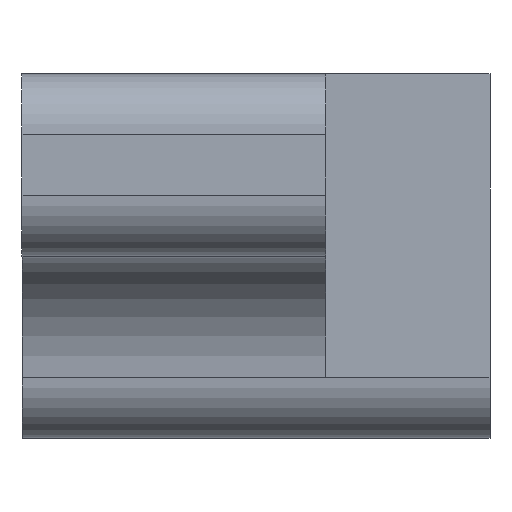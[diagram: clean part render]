
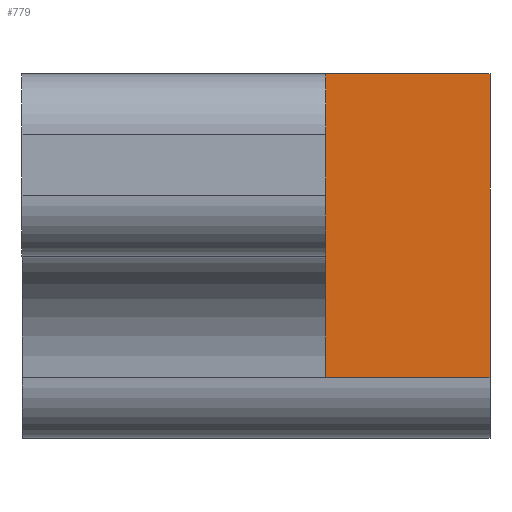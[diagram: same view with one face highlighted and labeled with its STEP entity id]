
A CAD part, left-side view. The second image highlights one B-rep face of the part: STEP entity #779.
In plain terms, the highlighted planar face has unit normal (-1, 0, 0).
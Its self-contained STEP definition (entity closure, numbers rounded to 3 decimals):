
#9 = CARTESIAN_POINT ( 'NONE',  ( 0., 5., 0. ) ) ;
#34 = LINE ( 'NONE', #767, #682 ) ;
#48 = CARTESIAN_POINT ( 'NONE',  ( 0., 0., 1. ) ) ;
#69 = DIRECTION ( 'NONE',  ( 0., 0., 1. ) ) ;
#138 = DIRECTION ( 'NONE',  ( 0., 1., 0. ) ) ;
#141 = ORIENTED_EDGE ( 'NONE', *, *, #614, .F. ) ;
#183 = CARTESIAN_POINT ( 'NONE',  ( 0., 5., 1. ) ) ;
#186 = ORIENTED_EDGE ( 'NONE', *, *, #429, .T. ) ;
#203 = VECTOR ( 'NONE', #379, 1000. ) ;
#230 = ORIENTED_EDGE ( 'NONE', *, *, #331, .T. ) ;
#236 = LINE ( 'NONE', #183, #203 ) ;
#257 = PLANE ( 'NONE',  #583 ) ;
#260 = CARTESIAN_POINT ( 'NONE',  ( 0., -2.7, 6. ) ) ;
#275 = ORIENTED_EDGE ( 'NONE', *, *, #563, .F. ) ;
#276 = VERTEX_POINT ( 'NONE', #551 ) ;
#283 = VERTEX_POINT ( 'NONE', #48 ) ;
#304 = LINE ( 'NONE', #794, #357 ) ;
#331 = EDGE_CURVE ( 'NONE', #486, #283, #304, .T. ) ;
#347 = VERTEX_POINT ( 'NONE', #260 ) ;
#357 = VECTOR ( 'NONE', #619, 1000. ) ;
#362 = DIRECTION ( 'NONE',  ( 0., 0., -1. ) ) ;
#379 = DIRECTION ( 'NONE',  ( 0., 1., 0. ) ) ;
#429 = EDGE_CURVE ( 'NONE', #347, #486, #447, .T. ) ;
#442 = VECTOR ( 'NONE', #138, 1000. ) ;
#447 = LINE ( 'NONE', #690, #442 ) ;
#486 = VERTEX_POINT ( 'NONE', #709 ) ;
#551 = CARTESIAN_POINT ( 'NONE',  ( 0., -2.7, 1. ) ) ;
#563 = EDGE_CURVE ( 'NONE', #347, #276, #34, .T. ) ;
#583 = AXIS2_PLACEMENT_3D ( 'NONE', #9, #760, #69 ) ;
#614 = EDGE_CURVE ( 'NONE', #276, #283, #236, .T. ) ;
#619 = DIRECTION ( 'NONE',  ( 0., 0., -1. ) ) ;
#678 = EDGE_LOOP ( 'NONE', ( #275, #186, #230, #141 ) ) ;
#682 = VECTOR ( 'NONE', #362, 1000. ) ;
#690 = CARTESIAN_POINT ( 'NONE',  ( 0., -2.7, 6. ) ) ;
#709 = CARTESIAN_POINT ( 'NONE',  ( 0., 0., 6. ) ) ;
#754 = FACE_OUTER_BOUND ( 'NONE', #678, .T. ) ;
#760 = DIRECTION ( 'NONE',  ( 1., 0., 0. ) ) ;
#767 = CARTESIAN_POINT ( 'NONE',  ( 0., -2.7, 6. ) ) ;
#779 = ADVANCED_FACE ( 'NONE', ( #754 ), #257, .F. ) ;
#794 = CARTESIAN_POINT ( 'NONE',  ( 0., 0., 6. ) ) ;
